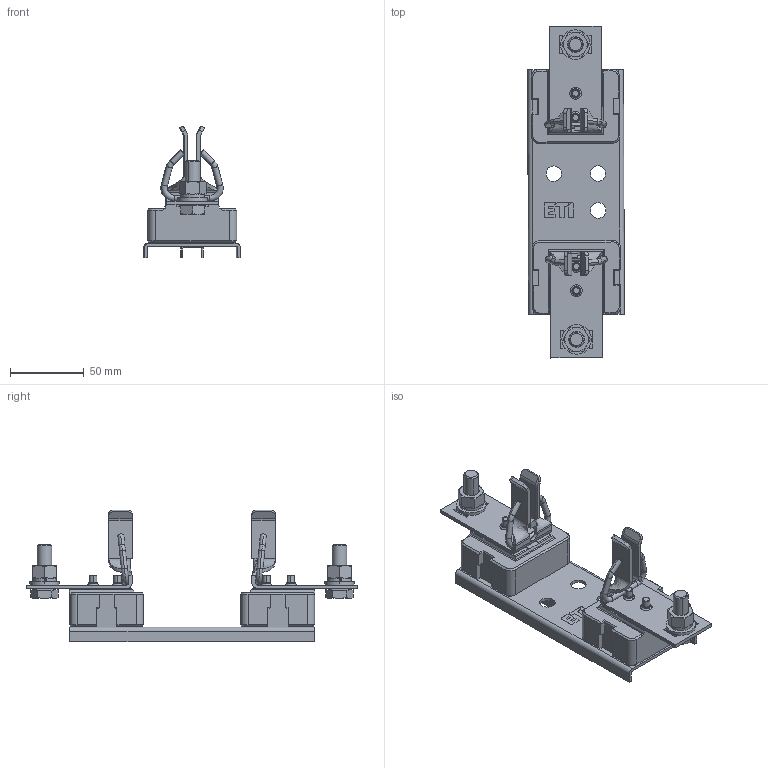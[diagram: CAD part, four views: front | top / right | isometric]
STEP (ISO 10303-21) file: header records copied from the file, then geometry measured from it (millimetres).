
FILE_DESCRIPTION((''),'2;1');
FILE_NAME('123_ASM','2023-10-24T09:24:29',('klemen.sitar'),('Audax d.o.o.'),'CREO PARAMETRIC BY PTC INC, 2021304','CREO PARAMETRIC BY PTC INC, 2021304','');
FILE_SCHEMA(('AP242_MANAGED_MODEL_BASED_3D_ENGINEERING_MIM_LF { 1 0 10303 442 1 1 4 }'));
Length unit declared in the file: millimetre
Products named in the file (19): 0000032607_1_1_2_3_4_1_1_1_1_1; 0000032604_1_1_2_3_4_1_1_1_1_1; 0000032603_1_1_2_3_4_1_1_1_1_1; 0000032605_1_1_2_3_4_1_1_1_1_1; M10_TOP_ASM_1_ASM; TOP_1_ASM_1_ASM; M10_BOT_ASM_1_ASM; BOT_1_ASM_1_ASM; COMBO_ASM_1_ASM; 0000032892_AF0_1_1; 0000038658_1_1; 0000038453_1_1_1; 0000038666_AF0_1_1_1; 0000038666_AF1_1_1_1; 0000032606_1_1_2_1; BASE_1; PRT0003; 004123200_PK2_M10-M10_1P_S_ASM; 123_ASM
Assembly tree (27 placements, depth 5):
  123_ASM
    COMBO_ASM_1_ASM
      TOP_1_ASM_1_ASM
        M10_TOP_ASM_1_ASM
          0000032607_1_1_2_3_4_1_1_1_1_1
          0000032604_1_1_2_3_4_1_1_1_1_1
          0000032603_1_1_2_3_4_1_1_1_1_1
          0000032605_1_1_2_3_4_1_1_1_1_1
      BOT_1_ASM_1_ASM
        M10_BOT_ASM_1_ASM
          0000032607_1_1_2_3_4_1_1_1_1_1
          0000032604_1_1_2_3_4_1_1_1_1_1
          0000032603_1_1_2_3_4_1_1_1_1_1
          0000032605_1_1_2_3_4_1_1_1_1_1
    004123200_PK2_M10-M10_1P_S_ASM
      0000032892_AF0_1_1
      0000038658_1_1  x2
      0000038453_1_1_1  x2
      0000038666_AF0_1_1_1
      0000038666_AF1_1_1_1
      0000032606_1_1_2_1  x4
      BASE_1
      PRT0003
Bounding box: 65.71 x 225.15 x 89.3 mm (x, y, z)
Volume: 202857.8 mm3; surface area: 88242.5 mm2
Topology: 23 solids, 37 shells, 783 faces, 1932 edges, 1236 vertices
Faces by surface type: plane 457, cylinder 176, cone 84, torus 44, bspline 22
Entity records: 31775 total; most frequent: CARTESIAN_POINT 12336, DIRECTION 2372, ORIENTED_EDGE 2176, PRESENTATION_STYLE_ASSIGNMENT 1452, STYLED_ITEM 1452, EDGE_CURVE 1100, CURVE_STYLE 1016, AXIS2_PLACEMENT_3D 844
